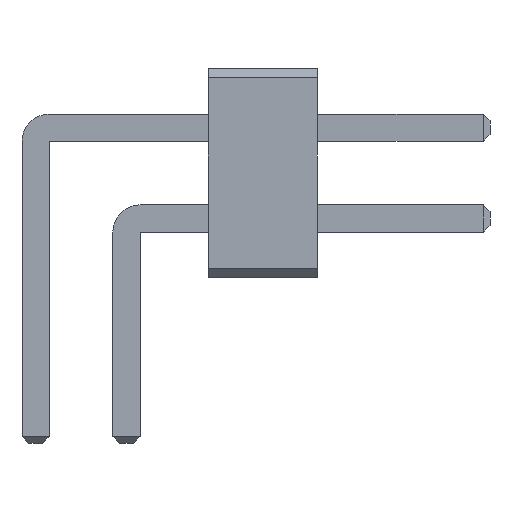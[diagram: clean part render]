
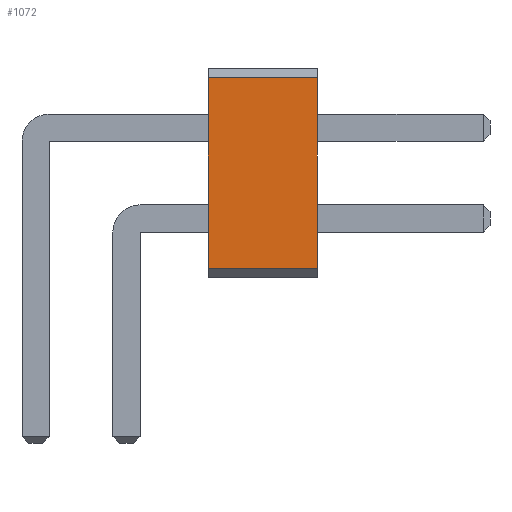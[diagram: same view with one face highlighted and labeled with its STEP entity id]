
A CAD part, front view. The second image highlights one B-rep face of the part: STEP entity #1072.
In plain terms, the highlighted planar face has unit normal (0, -1, 0).
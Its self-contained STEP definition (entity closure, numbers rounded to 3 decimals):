
#13=DIRECTION('',(0.,0.,1.));
#27=VECTOR('',#28,1.);
#28=DIRECTION('',(1.,0.,0.));
#57=DIRECTION('',(0.,-1.,0.));
#1059=VERTEX_POINT('',#1060);
#1060=CARTESIAN_POINT('',(3.1,-17.5,0.1));
#1063=EDGE_CURVE('',#1064,#1059,#1066,.T.);
#1064=VERTEX_POINT('',#1065);
#1065=CARTESIAN_POINT('',(1.9,-17.5,0.1));
#1066=LINE('',#1065,#27);
#1072=ADVANCED_FACE('',(#1073),#1090,.T.);
#1073=FACE_BOUND('',#1074,.T.);
#1074=EDGE_LOOP('',(#1075,#1076,#1082,#1087));
#1075=ORIENTED_EDGE('',*,*,#1063,.T.);
#1076=ORIENTED_EDGE('',*,*,#1077,.T.);
#1077=EDGE_CURVE('',#1059,#1078,#1080,.T.);
#1078=VERTEX_POINT('',#1079);
#1079=CARTESIAN_POINT('',(3.1,-17.5,2.2));
#1080=LINE('',#1060,#1081);
#1081=VECTOR('',#13,1.);
#1082=ORIENTED_EDGE('',*,*,#1083,.F.);
#1083=EDGE_CURVE('',#1084,#1078,#1086,.T.);
#1084=VERTEX_POINT('',#1085);
#1085=CARTESIAN_POINT('',(1.9,-17.5,2.2));
#1086=LINE('',#1085,#27);
#1087=ORIENTED_EDGE('',*,*,#1088,.F.);
#1088=EDGE_CURVE('',#1064,#1084,#1089,.T.);
#1089=LINE('',#1065,#1081);
#1090=PLANE('',#1091);
#1091=AXIS2_PLACEMENT_3D('',#1065,#57,#13);
